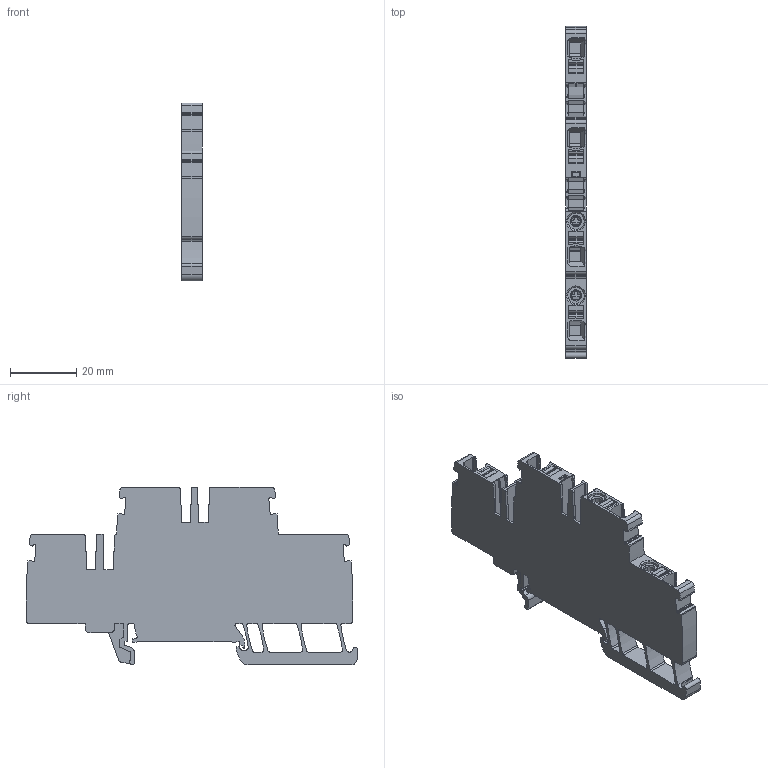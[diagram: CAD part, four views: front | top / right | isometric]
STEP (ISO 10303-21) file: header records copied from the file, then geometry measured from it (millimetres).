
FILE_DESCRIPTION(('CATIA V5R24 STEP','CAx-IF Rec.Pracs.--- Model Styling and Organization---1.2---2011-12-15'),'2;1');
FILE_NAME ('415045-1_1', '2018-08-15T13:34:59+00:00', ('Weidmueller Interface'), ('Weidmueller'), 'CATIA Version 5-6 Release 2014 SP4 HF52', 'CATIA V5 STEP AP214', 'none');
FILE_SCHEMA(('AUTOMOTIVE_DESIGN { 1 0 10303 214 1 1 1 1 }'));
Length unit declared in the file: millimetre
Products named in the file (1): 2552480000
Bounding box: 6.1 x 99.98 x 53.6 mm (x, y, z)
Volume: 19312 mm3; surface area: 12745.9 mm2
Topology: 5 solids, 7 shells, 891 faces, 2559 edges, 1679 vertices
Faces by surface type: plane 433, cylinder 409, torus 19, cone 12, sphere 10, bspline 8
Entity records: 29379 total; most frequent: CARTESIAN_POINT 7078, ORIENTED_EDGE 5098, DIRECTION 3832, EDGE_CURVE 2549, VERTEX_POINT 1679, VECTOR 1586, LINE 1586, AXIS2_PLACEMENT_3D 1494
